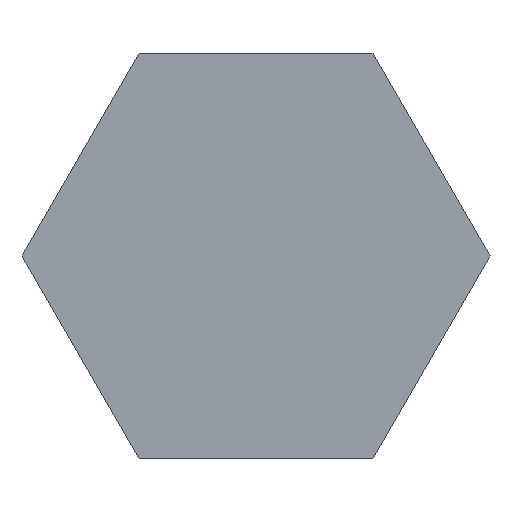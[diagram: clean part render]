
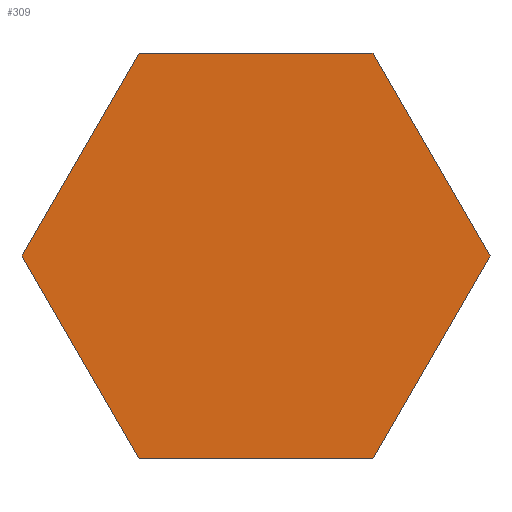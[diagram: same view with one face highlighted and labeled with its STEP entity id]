
A CAD part, front view. The second image highlights one B-rep face of the part: STEP entity #309.
In plain terms, the highlighted planar face has unit normal (0, -1, 0).
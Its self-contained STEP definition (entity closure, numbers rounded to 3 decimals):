
#3 = ORIENTED_EDGE ( 'NONE', *, *, #132, .F. ) ;
#9 = ORIENTED_EDGE ( 'NONE', *, *, #403, .F. ) ;
#19 = CARTESIAN_POINT ( 'NONE',  ( -3.695, 0., 0. ) ) ;
#20 = DIRECTION ( 'NONE',  ( 0., 1., 0. ) ) ;
#23 = FACE_OUTER_BOUND ( 'NONE', #308, .T. ) ;
#29 = EDGE_CURVE ( 'NONE', #280, #231, #327, .T. ) ;
#49 = CARTESIAN_POINT ( 'NONE',  ( -1.848, 0., 3.2 ) ) ;
#52 = DIRECTION ( 'NONE',  ( 0.5, 0., -0.866 ) ) ;
#80 = CARTESIAN_POINT ( 'NONE',  ( 3.695, 0., 0. ) ) ;
#96 = LINE ( 'NONE', #219, #262 ) ;
#116 = CARTESIAN_POINT ( 'NONE',  ( -1.848, 0., 3.2 ) ) ;
#125 = ORIENTED_EDGE ( 'NONE', *, *, #166, .F. ) ;
#126 = ORIENTED_EDGE ( 'NONE', *, *, #29, .F. ) ;
#132 = EDGE_CURVE ( 'NONE', #306, #280, #182, .T. ) ;
#146 = VECTOR ( 'NONE', #259, 1000. ) ;
#150 = DIRECTION ( 'NONE',  ( 1., 0., 0. ) ) ;
#160 = VECTOR ( 'NONE', #374, 1000. ) ;
#166 = EDGE_CURVE ( 'NONE', #231, #402, #395, .T. ) ;
#182 = LINE ( 'NONE', #299, #146 ) ;
#219 = CARTESIAN_POINT ( 'NONE',  ( 3.695, 0., 0. ) ) ;
#225 = VECTOR ( 'NONE', #247, 1000. ) ;
#231 = VERTEX_POINT ( 'NONE', #49 ) ;
#233 = CARTESIAN_POINT ( 'NONE',  ( 1.848, 0., -3.2 ) ) ;
#240 = LINE ( 'NONE', #233, #160 ) ;
#244 = CARTESIAN_POINT ( 'NONE',  ( 1.848, 0., 3.2 ) ) ;
#247 = DIRECTION ( 'NONE',  ( 0.5, 0., 0.866 ) ) ;
#248 = DIRECTION ( 'NONE',  ( 0., 0., 1. ) ) ;
#251 = CARTESIAN_POINT ( 'NONE',  ( 1.848, 0., -3.2 ) ) ;
#259 = DIRECTION ( 'NONE',  ( -0.5, 0., 0.866 ) ) ;
#262 = VECTOR ( 'NONE', #416, 1000. ) ;
#263 = ORIENTED_EDGE ( 'NONE', *, *, #351, .F. ) ;
#265 = EDGE_CURVE ( 'NONE', #402, #333, #407, .T. ) ;
#269 = ORIENTED_EDGE ( 'NONE', *, *, #265, .F. ) ;
#280 = VERTEX_POINT ( 'NONE', #392 ) ;
#287 = CARTESIAN_POINT ( 'NONE',  ( 1.848, 0., 3.2 ) ) ;
#299 = CARTESIAN_POINT ( 'NONE',  ( -1.848, 0., -3.2 ) ) ;
#302 = AXIS2_PLACEMENT_3D ( 'NONE', #244, #20, #248 ) ;
#306 = VERTEX_POINT ( 'NONE', #412 ) ;
#308 = EDGE_LOOP ( 'NONE', ( #125, #126, #3, #9, #263, #269 ) ) ;
#309 = ADVANCED_FACE ( 'NONE', ( #23 ), #325, .F. ) ;
#325 = PLANE ( 'NONE',  #302 ) ;
#326 = VECTOR ( 'NONE', #52, 1000. ) ;
#327 = LINE ( 'NONE', #19, #225 ) ;
#333 = VERTEX_POINT ( 'NONE', #80 ) ;
#350 = CARTESIAN_POINT ( 'NONE',  ( 1.848, 0., 3.2 ) ) ;
#351 = EDGE_CURVE ( 'NONE', #333, #366, #96, .T. ) ;
#366 = VERTEX_POINT ( 'NONE', #251 ) ;
#374 = DIRECTION ( 'NONE',  ( -1., 0., 0. ) ) ;
#392 = CARTESIAN_POINT ( 'NONE',  ( -3.695, 0., 0. ) ) ;
#395 = LINE ( 'NONE', #116, #400 ) ;
#400 = VECTOR ( 'NONE', #150, 1000. ) ;
#402 = VERTEX_POINT ( 'NONE', #350 ) ;
#403 = EDGE_CURVE ( 'NONE', #366, #306, #240, .T. ) ;
#407 = LINE ( 'NONE', #287, #326 ) ;
#412 = CARTESIAN_POINT ( 'NONE',  ( -1.848, 0., -3.2 ) ) ;
#416 = DIRECTION ( 'NONE',  ( -0.5, 0., -0.866 ) ) ;
